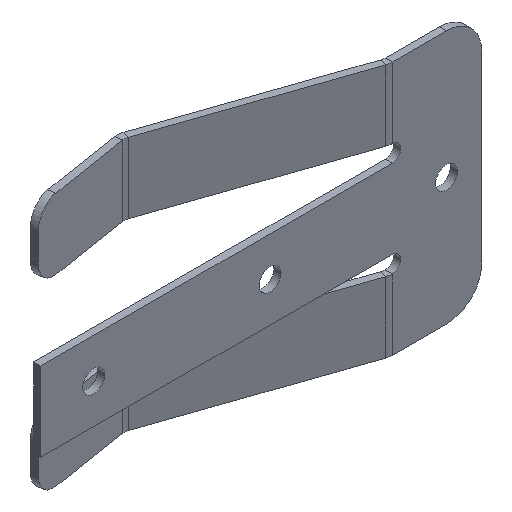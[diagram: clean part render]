
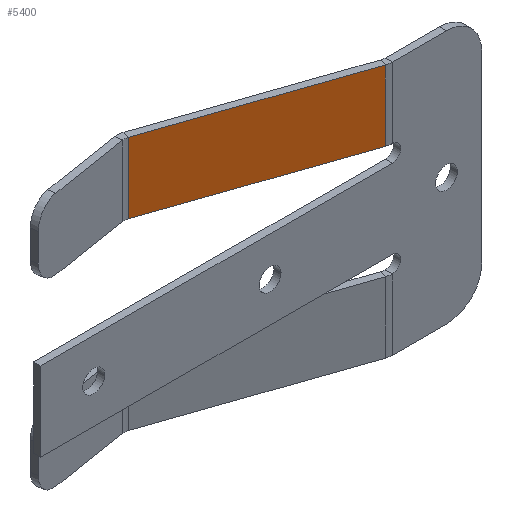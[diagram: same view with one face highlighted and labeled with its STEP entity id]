
A CAD part, isometric view. The second image highlights one B-rep face of the part: STEP entity #5400.
In plain terms, the highlighted planar face has unit normal (-0.326, -0.946, 0).
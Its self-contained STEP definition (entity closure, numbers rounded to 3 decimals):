
#2593 = CYLINDRICAL_SURFACE('',#2594,0.635);
#2594 = AXIS2_PLACEMENT_3D('',#2595,#2596,#2597);
#2595 = CARTESIAN_POINT('',(-3.226,0.635,10.432));
#2596 = DIRECTION('',(-0.,-0.,-1.));
#2597 = DIRECTION('',(-1.,0.,0.));
#3979 = VERTEX_POINT('',#3980);
#3980 = CARTESIAN_POINT('',(-3.433,0.035,6.604));
#3996 = PLANE('',#3997);
#3997 = AXIS2_PLACEMENT_3D('',#3998,#3999,#4000);
#3998 = CARTESIAN_POINT('',(-14.008,3.676,6.604));
#3999 = DIRECTION('',(0.,0.,1.));
#4000 = DIRECTION('',(0.946,-0.326,0.
    ));
#4160 = VERTEX_POINT('',#4161);
#4161 = CARTESIAN_POINT('',(-3.433,0.035,9.144));
#4175 = PLANE('',#4176);
#4176 = AXIS2_PLACEMENT_3D('',#4177,#4178,#4179);
#4177 = CARTESIAN_POINT('',(-3.226,0.254,9.144));
#4178 = DIRECTION('',(0.,0.,1.));
#4179 = DIRECTION('',(1.,0.,0.));
#4239 = EDGE_CURVE('',#4160,#3979,#4240,.T.);
#4240 = SURFACE_CURVE('',#4241,(#4245,#4274),.PCURVE_S1.);
#4241 = LINE('',#4242,#4243);
#4242 = CARTESIAN_POINT('',(-3.433,0.035,9.144));
#4243 = VECTOR('',#4244,1.);
#4244 = DIRECTION('',(0.,0.,-1.));
#4245 = PCURVE('',#2593,#4246);
#4246 = DEFINITIONAL_REPRESENTATION('',(#4247),#4273);
#4247 = B_SPLINE_CURVE_WITH_KNOTS('',3,(#4248,#4249,#4250,#4251,#4252,
    #4253,#4254,#4255,#4256,#4257,#4258,#4259,#4260,#4261,#4262,#4263,
    #4264,#4265,#4266,#4267,#4268,#4269,#4270,#4271,#4272),
  .UNSPECIFIED.,.F.,.F.,(4,1,1,1,1,1,1,1,1,1,1,1,1,1,1,1,1,1,1,1,1,1,4),
  (0.,0.115,0.231,0.346,0.462,
    0.577,0.693,0.808,0.924,
    1.039,1.155,1.27,1.385,1.501,
    1.616,1.732,1.847,1.963,
    2.078,2.194,2.309,2.425,2.54),
  .QUASI_UNIFORM_KNOTS.);
#4248 = CARTESIAN_POINT('',(5.044,1.288));
#4249 = CARTESIAN_POINT('',(5.044,1.327));
#4250 = CARTESIAN_POINT('',(5.044,1.404));
#4251 = CARTESIAN_POINT('',(5.044,1.519));
#4252 = CARTESIAN_POINT('',(5.044,1.635));
#4253 = CARTESIAN_POINT('',(5.044,1.75));
#4254 = CARTESIAN_POINT('',(5.044,1.865));
#4255 = CARTESIAN_POINT('',(5.044,1.981));
#4256 = CARTESIAN_POINT('',(5.044,2.096));
#4257 = CARTESIAN_POINT('',(5.044,2.212));
#4258 = CARTESIAN_POINT('',(5.044,2.327));
#4259 = CARTESIAN_POINT('',(5.044,2.443));
#4260 = CARTESIAN_POINT('',(5.044,2.558));
#4261 = CARTESIAN_POINT('',(5.044,2.674));
#4262 = CARTESIAN_POINT('',(5.044,2.789));
#4263 = CARTESIAN_POINT('',(5.044,2.905));
#4264 = CARTESIAN_POINT('',(5.044,3.02));
#4265 = CARTESIAN_POINT('',(5.044,3.135));
#4266 = CARTESIAN_POINT('',(5.044,3.251));
#4267 = CARTESIAN_POINT('',(5.044,3.366));
#4268 = CARTESIAN_POINT('',(5.044,3.482));
#4269 = CARTESIAN_POINT('',(5.044,3.597));
#4270 = CARTESIAN_POINT('',(5.044,3.713));
#4271 = CARTESIAN_POINT('',(5.044,3.79));
#4272 = CARTESIAN_POINT('',(5.044,3.828));
#4273 = ( GEOMETRIC_REPRESENTATION_CONTEXT(2) 
PARAMETRIC_REPRESENTATION_CONTEXT() REPRESENTATION_CONTEXT('2D SPACE',''
  ) );
#4274 = PCURVE('',#4275,#4280);
#4275 = PLANE('',#4276);
#4276 = AXIS2_PLACEMENT_3D('',#4277,#4278,#4279);
#4277 = CARTESIAN_POINT('',(-3.433,0.035,9.144));
#4278 = DIRECTION('',(-0.326,-0.946,0.));
#4279 = DIRECTION('',(0.946,-0.326,0.));
#4280 = DEFINITIONAL_REPRESENTATION('',(#4281),#4285);
#4281 = LINE('',#4282,#4283);
#4282 = CARTESIAN_POINT('',(0.,0.));
#4283 = VECTOR('',#4284,1.);
#4284 = DIRECTION('',(0.,-1.));
#4285 = ( GEOMETRIC_REPRESENTATION_CONTEXT(2) 
PARAMETRIC_REPRESENTATION_CONTEXT() REPRESENTATION_CONTEXT('2D SPACE',''
  ) );
#4974 = CYLINDRICAL_SURFACE('',#4975,0.381);
#4975 = AXIS2_PLACEMENT_3D('',#4976,#4977,#4978);
#4976 = CARTESIAN_POINT('',(-10.439,2.044,10.439));
#4977 = DIRECTION('',(0.,0.,-1.));
#4978 = DIRECTION('',(-0.946,0.326,0.));
#5108 = VERTEX_POINT('',#5109);
#5109 = CARTESIAN_POINT('',(-10.315,2.405,6.604));
#5280 = VERTEX_POINT('',#5281);
#5281 = CARTESIAN_POINT('',(-10.315,2.405,9.144));
#5355 = EDGE_CURVE('',#5280,#5108,#5356,.T.);
#5356 = SURFACE_CURVE('',#5357,(#5361,#5390),.PCURVE_S1.);
#5357 = LINE('',#5358,#5359);
#5358 = CARTESIAN_POINT('',(-10.315,2.405,9.144));
#5359 = VECTOR('',#5360,1.);
#5360 = DIRECTION('',(0.,0.,-1.));
#5361 = PCURVE('',#4974,#5362);
#5362 = DEFINITIONAL_REPRESENTATION('',(#5363),#5389);
#5363 = B_SPLINE_CURVE_WITH_KNOTS('',3,(#5364,#5365,#5366,#5367,#5368,
    #5369,#5370,#5371,#5372,#5373,#5374,#5375,#5376,#5377,#5378,#5379,
    #5380,#5381,#5382,#5383,#5384,#5385,#5386,#5387,#5388),
  .UNSPECIFIED.,.F.,.F.,(4,1,1,1,1,1,1,1,1,1,1,1,1,1,1,1,1,1,1,1,1,1,4),
  (0.,0.115,0.231,0.346,0.462,
    0.577,0.693,0.808,0.924,
    1.039,1.155,1.27,1.385,1.501,
    1.616,1.732,1.847,1.963,
    2.078,2.194,2.309,2.425,2.54),
  .QUASI_UNIFORM_KNOTS.);
#5364 = CARTESIAN_POINT('',(1.571,1.295));
#5365 = CARTESIAN_POINT('',(1.571,1.333));
#5366 = CARTESIAN_POINT('',(1.571,1.41));
#5367 = CARTESIAN_POINT('',(1.571,1.526));
#5368 = CARTESIAN_POINT('',(1.571,1.641));
#5369 = CARTESIAN_POINT('',(1.571,1.756));
#5370 = CARTESIAN_POINT('',(1.571,1.872));
#5371 = CARTESIAN_POINT('',(1.571,1.987));
#5372 = CARTESIAN_POINT('',(1.571,2.103));
#5373 = CARTESIAN_POINT('',(1.571,2.218));
#5374 = CARTESIAN_POINT('',(1.571,2.334));
#5375 = CARTESIAN_POINT('',(1.571,2.449));
#5376 = CARTESIAN_POINT('',(1.571,2.565));
#5377 = CARTESIAN_POINT('',(1.571,2.68));
#5378 = CARTESIAN_POINT('',(1.571,2.796));
#5379 = CARTESIAN_POINT('',(1.571,2.911));
#5380 = CARTESIAN_POINT('',(1.571,3.026));
#5381 = CARTESIAN_POINT('',(1.571,3.142));
#5382 = CARTESIAN_POINT('',(1.571,3.257));
#5383 = CARTESIAN_POINT('',(1.571,3.373));
#5384 = CARTESIAN_POINT('',(1.571,3.488));
#5385 = CARTESIAN_POINT('',(1.571,3.604));
#5386 = CARTESIAN_POINT('',(1.571,3.719));
#5387 = CARTESIAN_POINT('',(1.571,3.796));
#5388 = CARTESIAN_POINT('',(1.571,3.835));
#5389 = ( GEOMETRIC_REPRESENTATION_CONTEXT(2) 
PARAMETRIC_REPRESENTATION_CONTEXT() REPRESENTATION_CONTEXT('2D SPACE',''
  ) );
#5390 = PCURVE('',#4275,#5391);
#5391 = DEFINITIONAL_REPRESENTATION('',(#5392),#5396);
#5392 = LINE('',#5393,#5394);
#5393 = CARTESIAN_POINT('',(-7.279,0.));
#5394 = VECTOR('',#5395,1.);
#5395 = DIRECTION('',(0.,-1.));
#5396 = ( GEOMETRIC_REPRESENTATION_CONTEXT(2) 
PARAMETRIC_REPRESENTATION_CONTEXT() REPRESENTATION_CONTEXT('2D SPACE',''
  ) );
#5400 = ADVANCED_FACE('',(#5401),#4275,.T.);
#5401 = FACE_BOUND('',#5402,.T.);
#5402 = EDGE_LOOP('',(#5403,#5424,#5425,#5446));
#5403 = ORIENTED_EDGE('',*,*,#5404,.T.);
#5404 = EDGE_CURVE('',#5108,#3979,#5405,.T.);
#5405 = SURFACE_CURVE('',#5406,(#5410,#5417),.PCURVE_S1.);
#5406 = LINE('',#5407,#5408);
#5407 = CARTESIAN_POINT('',(-14.008,3.676,6.604));
#5408 = VECTOR('',#5409,1.);
#5409 = DIRECTION('',(0.946,-0.326,0.
    ));
#5410 = PCURVE('',#4275,#5411);
#5411 = DEFINITIONAL_REPRESENTATION('',(#5412),#5416);
#5412 = LINE('',#5413,#5414);
#5413 = CARTESIAN_POINT('',(-11.184,-2.54));
#5414 = VECTOR('',#5415,1.);
#5415 = DIRECTION('',(1.,0.));
#5416 = ( GEOMETRIC_REPRESENTATION_CONTEXT(2) 
PARAMETRIC_REPRESENTATION_CONTEXT() REPRESENTATION_CONTEXT('2D SPACE',''
  ) );
#5417 = PCURVE('',#3996,#5418);
#5418 = DEFINITIONAL_REPRESENTATION('',(#5419),#5423);
#5419 = LINE('',#5420,#5421);
#5420 = CARTESIAN_POINT('',(0.,0.));
#5421 = VECTOR('',#5422,1.);
#5422 = DIRECTION('',(1.,0.));
#5423 = ( GEOMETRIC_REPRESENTATION_CONTEXT(2) 
PARAMETRIC_REPRESENTATION_CONTEXT() REPRESENTATION_CONTEXT('2D SPACE',''
  ) );
#5424 = ORIENTED_EDGE('',*,*,#4239,.F.);
#5425 = ORIENTED_EDGE('',*,*,#5426,.T.);
#5426 = EDGE_CURVE('',#4160,#5280,#5427,.T.);
#5427 = SURFACE_CURVE('',#5428,(#5432,#5439),.PCURVE_S1.);
#5428 = LINE('',#5429,#5430);
#5429 = CARTESIAN_POINT('',(-3.433,0.035,9.144));
#5430 = VECTOR('',#5431,1.);
#5431 = DIRECTION('',(-0.946,0.326,0.));
#5432 = PCURVE('',#4275,#5433);
#5433 = DEFINITIONAL_REPRESENTATION('',(#5434),#5438);
#5434 = LINE('',#5435,#5436);
#5435 = CARTESIAN_POINT('',(0.,0.));
#5436 = VECTOR('',#5437,1.);
#5437 = DIRECTION('',(-1.,0.));
#5438 = ( GEOMETRIC_REPRESENTATION_CONTEXT(2) 
PARAMETRIC_REPRESENTATION_CONTEXT() REPRESENTATION_CONTEXT('2D SPACE',''
  ) );
#5439 = PCURVE('',#4175,#5440);
#5440 = DEFINITIONAL_REPRESENTATION('',(#5441),#5445);
#5441 = LINE('',#5442,#5443);
#5442 = CARTESIAN_POINT('',(-0.207,-0.219));
#5443 = VECTOR('',#5444,1.);
#5444 = DIRECTION('',(-0.946,0.326));
#5445 = ( GEOMETRIC_REPRESENTATION_CONTEXT(2) 
PARAMETRIC_REPRESENTATION_CONTEXT() REPRESENTATION_CONTEXT('2D SPACE',''
  ) );
#5446 = ORIENTED_EDGE('',*,*,#5355,.T.);
